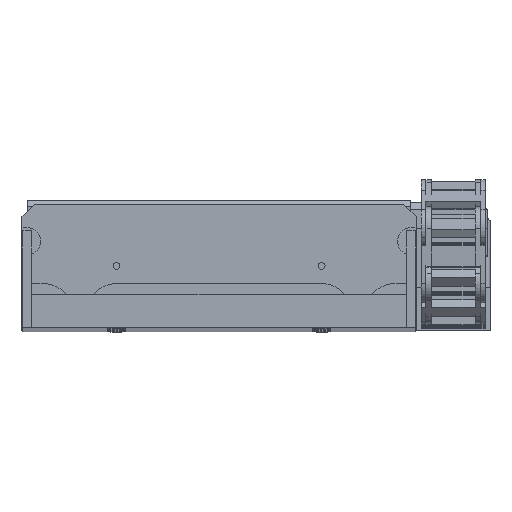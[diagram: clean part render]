
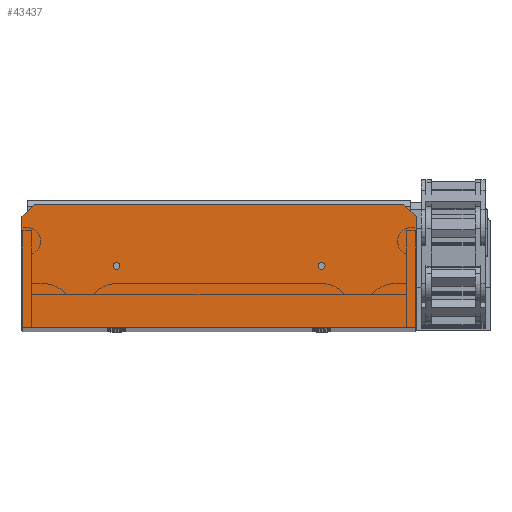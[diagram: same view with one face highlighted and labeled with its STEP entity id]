
A CAD part, top view. The second image highlights one B-rep face of the part: STEP entity #43437.
In plain terms, the highlighted planar face has unit normal (0, 0, 1).
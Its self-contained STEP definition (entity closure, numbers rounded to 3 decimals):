
#3 = CARTESIAN_POINT ( 'NONE',  ( 67.5, 45.3, 433.95 ) ) ;
#306 = ORIENTED_EDGE ( 'NONE', *, *, #23633, .T. ) ;
#513 = CARTESIAN_POINT ( 'NONE',  ( -72., 40.8, 433.95 ) ) ;
#1598 = DIRECTION ( 'NONE',  ( 1., 0., 0. ) ) ;
#2289 = ORIENTED_EDGE ( 'NONE', *, *, #36169, .F. ) ;
#2333 = LINE ( 'NONE', #51604, #23373 ) ;
#2359 = CARTESIAN_POINT ( 'NONE',  ( 37.5, 22.8, 433.95 ) ) ;
#2671 = FACE_OUTER_BOUND ( 'NONE', #15773, .T. ) ;
#3983 = VERTEX_POINT ( 'NONE', #18028 ) ;
#4030 = LINE ( 'NONE', #3, #43001 ) ;
#4184 = CIRCLE ( 'NONE', #5044, 1.25 ) ;
#4549 = CARTESIAN_POINT ( 'NONE',  ( -72., 40.8, 433.95 ) ) ;
#5044 = AXIS2_PLACEMENT_3D ( 'NONE', #46607, #22079, #1598 ) ;
#6221 = CARTESIAN_POINT ( 'NONE',  ( -67.5, 45.3, 433.95 ) ) ;
#6326 = LINE ( 'NONE', #47281, #19969 ) ;
#6787 = ORIENTED_EDGE ( 'NONE', *, *, #27269, .T. ) ;
#7654 = VERTEX_POINT ( 'NONE', #36875 ) ;
#7919 = VECTOR ( 'NONE', #12635, 1000. ) ;
#8304 = EDGE_LOOP ( 'NONE', ( #15745, #25677 ) ) ;
#8781 = AXIS2_PLACEMENT_3D ( 'NONE', #49651, #50186, #12769 ) ;
#9257 = EDGE_CURVE ( 'NONE', #11391, #22902, #21326, .T. ) ;
#11024 = CARTESIAN_POINT ( 'NONE',  ( 0., 0., 433.95 ) ) ;
#11391 = VERTEX_POINT ( 'NONE', #12972 ) ;
#12579 = DIRECTION ( 'NONE',  ( 1., 0., 0. ) ) ;
#12635 = DIRECTION ( 'NONE',  ( -0.707, -0.707, 0. ) ) ;
#12724 = CARTESIAN_POINT ( 'NONE',  ( 38.75, 22.8, 433.95 ) ) ;
#12769 = DIRECTION ( 'NONE',  ( 1., 0., 0. ) ) ;
#12972 = CARTESIAN_POINT ( 'NONE',  ( -38.75, 22.8, 433.95 ) ) ;
#13055 = EDGE_CURVE ( 'NONE', #26206, #19045, #20720, .T. ) ;
#14227 = ORIENTED_EDGE ( 'NONE', *, *, #39014, .T. ) ;
#14540 = CARTESIAN_POINT ( 'NONE',  ( 72., 40.8, 433.95 ) ) ;
#15610 = FACE_BOUND ( 'NONE', #8304, .T. ) ;
#15745 = ORIENTED_EDGE ( 'NONE', *, *, #27429, .F. ) ;
#15773 = EDGE_LOOP ( 'NONE', ( #47448, #34961, #14227, #6787, #40084, #306 ) ) ;
#16092 = CARTESIAN_POINT ( 'NONE',  ( -37.5, 22.8, 433.95 ) ) ;
#16363 = EDGE_CURVE ( 'NONE', #7654, #34315, #32033, .T. ) ;
#16450 = DIRECTION ( 'NONE',  ( -0.707, 0.707, 0. ) ) ;
#17894 = CARTESIAN_POINT ( 'NONE',  ( 67.5, 45.3, 433.95 ) ) ;
#18028 = CARTESIAN_POINT ( 'NONE',  ( 72., 0.3, 433.95 ) ) ;
#18482 = CARTESIAN_POINT ( 'NONE',  ( -72., 40.8, 433.95 ) ) ;
#19045 = VERTEX_POINT ( 'NONE', #36035 ) ;
#19577 = EDGE_LOOP ( 'NONE', ( #2289, #26555 ) ) ;
#19969 = VECTOR ( 'NONE', #47815, 1000. ) ;
#20638 = DIRECTION ( 'NONE',  ( 0., 0., 1. ) ) ;
#20720 = LINE ( 'NONE', #513, #42168 ) ;
#20892 = VERTEX_POINT ( 'NONE', #17894 ) ;
#20920 = LINE ( 'NONE', #33600, #37585 ) ;
#21326 = CIRCLE ( 'NONE', #35955, 1.25 ) ;
#22079 = DIRECTION ( 'NONE',  ( 0., 0., 1. ) ) ;
#22902 = VERTEX_POINT ( 'NONE', #29102 ) ;
#23373 = VECTOR ( 'NONE', #27673, 1000. ) ;
#23633 = EDGE_CURVE ( 'NONE', #19045, #3983, #2333, .T. ) ;
#25677 = ORIENTED_EDGE ( 'NONE', *, *, #16363, .F. ) ;
#26153 = EDGE_CURVE ( 'NONE', #3983, #36322, #6326, .T. ) ;
#26206 = VERTEX_POINT ( 'NONE', #18482 ) ;
#26555 = ORIENTED_EDGE ( 'NONE', *, *, #9257, .F. ) ;
#26897 = DIRECTION ( 'NONE',  ( 0., 0., 1. ) ) ;
#27206 = DIRECTION ( 'NONE',  ( 0., 0., 1. ) ) ;
#27269 = EDGE_CURVE ( 'NONE', #38257, #26206, #41978, .T. ) ;
#27429 = EDGE_CURVE ( 'NONE', #34315, #7654, #30289, .T. ) ;
#27673 = DIRECTION ( 'NONE',  ( 1., 0., 0. ) ) ;
#29102 = CARTESIAN_POINT ( 'NONE',  ( -36.25, 22.8, 433.95 ) ) ;
#30289 = CIRCLE ( 'NONE', #50042, 1.25 ) ;
#30423 = DIRECTION ( 'NONE',  ( 1., 0., 0. ) ) ;
#32033 = CIRCLE ( 'NONE', #8781, 1.25 ) ;
#32834 = AXIS2_PLACEMENT_3D ( 'NONE', #11024, #27206, #40373 ) ;
#33600 = CARTESIAN_POINT ( 'NONE',  ( -67.5, 45.3, 433.95 ) ) ;
#34315 = VERTEX_POINT ( 'NONE', #12724 ) ;
#34961 = ORIENTED_EDGE ( 'NONE', *, *, #52137, .T. ) ;
#35955 = AXIS2_PLACEMENT_3D ( 'NONE', #16092, #20638, #12579 ) ;
#36035 = CARTESIAN_POINT ( 'NONE',  ( -72., 0.3, 433.95 ) ) ;
#36169 = EDGE_CURVE ( 'NONE', #22902, #11391, #4184, .T. ) ;
#36322 = VERTEX_POINT ( 'NONE', #14540 ) ;
#36875 = CARTESIAN_POINT ( 'NONE',  ( 36.25, 22.8, 433.95 ) ) ;
#37585 = VECTOR ( 'NONE', #49997, 1000. ) ;
#38257 = VERTEX_POINT ( 'NONE', #6221 ) ;
#39014 = EDGE_CURVE ( 'NONE', #20892, #38257, #20920, .T. ) ;
#40084 = ORIENTED_EDGE ( 'NONE', *, *, #13055, .T. ) ;
#40373 = DIRECTION ( 'NONE',  ( 1., 0., 0. ) ) ;
#41978 = LINE ( 'NONE', #4549, #7919 ) ;
#42168 = VECTOR ( 'NONE', #52580, 1000. ) ;
#43001 = VECTOR ( 'NONE', #16450, 1000. ) ;
#43437 = ADVANCED_FACE ( 'NONE', ( #44689, #15610, #2671 ), #44434, .T. ) ;
#44434 = PLANE ( 'NONE',  #32834 ) ;
#44689 = FACE_BOUND ( 'NONE', #19577, .T. ) ;
#46607 = CARTESIAN_POINT ( 'NONE',  ( -37.5, 22.8, 433.95 ) ) ;
#47281 = CARTESIAN_POINT ( 'NONE',  ( 72., 40.8, 433.95 ) ) ;
#47448 = ORIENTED_EDGE ( 'NONE', *, *, #26153, .T. ) ;
#47815 = DIRECTION ( 'NONE',  ( 0., 1., 0. ) ) ;
#49651 = CARTESIAN_POINT ( 'NONE',  ( 37.5, 22.8, 433.95 ) ) ;
#49997 = DIRECTION ( 'NONE',  ( -1., 0., 0. ) ) ;
#50042 = AXIS2_PLACEMENT_3D ( 'NONE', #2359, #26897, #30423 ) ;
#50186 = DIRECTION ( 'NONE',  ( 0., 0., 1. ) ) ;
#51604 = CARTESIAN_POINT ( 'NONE',  ( -72., 0.3, 433.95 ) ) ;
#52137 = EDGE_CURVE ( 'NONE', #36322, #20892, #4030, .T. ) ;
#52580 = DIRECTION ( 'NONE',  ( 0., -1., 0. ) ) ;
